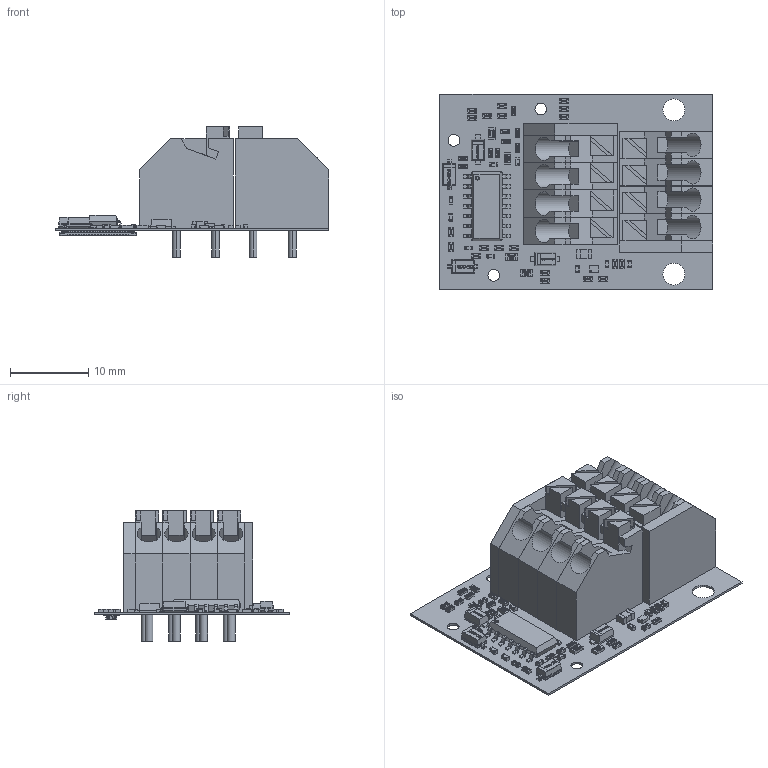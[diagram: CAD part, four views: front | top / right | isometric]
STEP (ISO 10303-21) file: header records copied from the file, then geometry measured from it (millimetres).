
FILE_DESCRIPTION(('Open CASCADE Model'),'2;1');
FILE_NAME('Open CASCADE Shape Model','2020-06-01T18:25:14',('Author'),( 'Open CASCADE'),'Open CASCADE STEP processor 6.8','Open CASCADE 6.8' ,'Unknown');
FILE_SCHEMA(('AUTOMOTIVE_DESIGN { 1 0 10303 214 1 1 1 1 }'));
Length unit declared in the file: millimetre
Products named in the file (65): PCB; Board; Open CASCADE STEP translator 6.8 15.1.1; J3; axe640124; R50; RES_1005-0402; R49; R80; R73; R87; R86; R83; R84; R85; R68; R69; R71; R72; R75; R76; R78; R79; R88; R81; R82; R92; R93; R89; R91; R90; R95; R96; R94; R97; J2; gsl002b-3_5-04p_20200529; J1; C72; C0402 ...
Assembly tree (106 placements, depth 3):
  PCB
    Board
      Open CASCADE STEP translator 6.8 15.1.1
    J3
      axe640124
    R50
      RES_1005-0402
    R49
      RES_1005-0402
    R80
      RES_1005-0402
    R73
      RES_1005-0402
    R87
      RES_1005-0402
    R86
      RES_1005-0402
    R83
      RES_1005-0402
    R84
      RES_1005-0402
    R85
      RES_1005-0402
    R68
      RES_1005-0402
    R69
      RES_1005-0402
    R71
      RES_1005-0402
    R72
      RES_1005-0402
    R75
      RES_1005-0402
    R76
      RES_1005-0402
    R78
      RES_1005-0402
    R79
      RES_1005-0402
    R88
      RES_1005-0402
    R81
      RES_1005-0402
    R82
      RES_1005-0402
    R92
      RES_1005-0402
    R93
      RES_1005-0402
    R89
      RES_1005-0402
    R91
      RES_1005-0402
    R90
      RES_1005-0402
    R95
      RES_1005-0402
    R96
      RES_1005-0402
    R94
Bounding box: 35 x 25 x 16.65 mm (x, y, z)
Volume: 3825.1 mm3; surface area: 7008.4 mm2
Topology: 146 solids, 148 shells, 6173 faces, 15570 edges, 9832 vertices
Faces by surface type: plane 3570, bspline 1596, cylinder 763, sphere 194, torus 36, cone 14
Full cylindrical faces by diameter (mm): 1.2 x8, 1.5 x3, 2.8 x2
Entity records: 69807 total; most frequent: CARTESIAN_POINT 18757, ORIENTED_EDGE 9632, DIRECTION 8291, EDGE_CURVE 4818, LINE 3535, VECTOR 3535, VERTEX_POINT 3088, AXIS2_PLACEMENT_3D 2378
